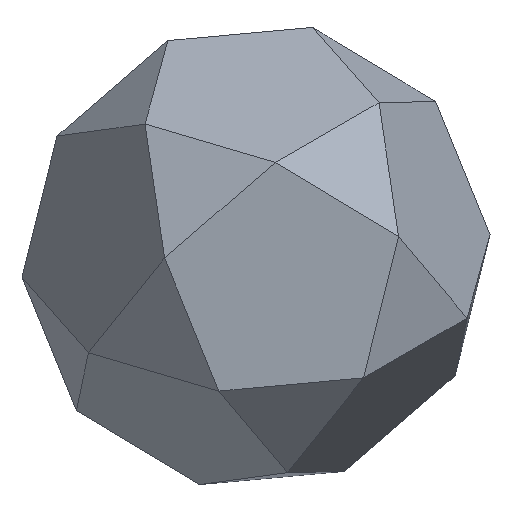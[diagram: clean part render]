
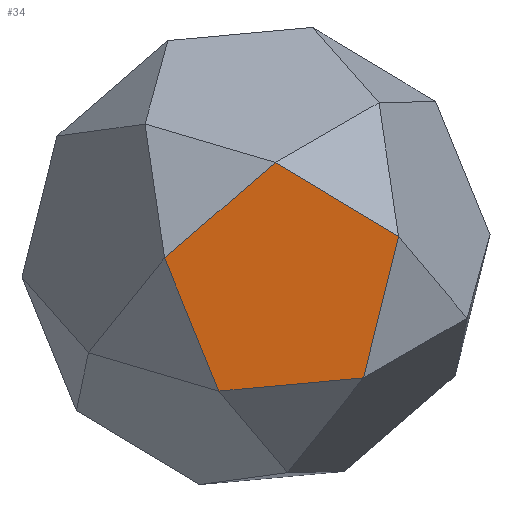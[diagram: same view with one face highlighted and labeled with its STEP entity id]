
A CAD part, isometric view. The second image highlights one B-rep face of the part: STEP entity #34.
In plain terms, the highlighted planar face has unit normal (-0.526, -0.724, 0.447).
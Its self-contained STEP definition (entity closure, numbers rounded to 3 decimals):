
#34=ADVANCED_FACE('',(#66),#400,.T.);
#66=FACE_OUTER_BOUND('',#98,.T.);
#98=EDGE_LOOP('',(#150,#151,#152,#153,#154));
#150=ORIENTED_EDGE('',*,*,#244,.F.);
#151=ORIENTED_EDGE('',*,*,#260,.F.);
#152=ORIENTED_EDGE('',*,*,#270,.T.);
#153=ORIENTED_EDGE('',*,*,#247,.F.);
#154=ORIENTED_EDGE('',*,*,#240,.F.);
#240=EDGE_CURVE('',#360,#362,#300,.T.);
#244=EDGE_CURVE('',#363,#360,#304,.T.);
#247=EDGE_CURVE('',#362,#365,#307,.T.);
#260=EDGE_CURVE('',#374,#363,#320,.T.);
#270=EDGE_CURVE('',#374,#365,#330,.T.);
#300=B_SPLINE_CURVE_WITH_KNOTS('',1,(#574,#575),.UNSPECIFIED.,.F.,.F.,(2,
2),(0.,1.),.UNSPECIFIED.);
#304=B_SPLINE_CURVE_WITH_KNOTS('',1,(#582,#583),.UNSPECIFIED.,.F.,.F.,(2,
2),(2.,3.),.UNSPECIFIED.);
#307=B_SPLINE_CURVE_WITH_KNOTS('',1,(#588,#589),.UNSPECIFIED.,.F.,.F.,(2,
2),(2.,3.),.UNSPECIFIED.);
#320=B_SPLINE_CURVE_WITH_KNOTS('',1,(#614,#615),.UNSPECIFIED.,.F.,.F.,(2,
2),(1.,2.),.UNSPECIFIED.);
#330=B_SPLINE_CURVE_WITH_KNOTS('',1,(#634,#635),.UNSPECIFIED.,.F.,.F.,(2,
2),(2.,3.),.UNSPECIFIED.);
#360=VERTEX_POINT('',#544);
#362=VERTEX_POINT('',#546);
#363=VERTEX_POINT('',#547);
#365=VERTEX_POINT('',#549);
#374=VERTEX_POINT('',#558);
#400=PLANE('',#452);
#452=AXIS2_PLACEMENT_3D('',#522,#487,$);
#487=DIRECTION('',(-0.526,-0.724,0.447));
#522=CARTESIAN_POINT('',(-32.36,-5.495,38.662));
#544=CARTESIAN_POINT('',(-13.906,-19.14,38.279));
#546=CARTESIAN_POINT('',(0.,-38.279,23.658));
#547=CARTESIAN_POINT('',(-36.406,-11.829,23.658));
#549=CARTESIAN_POINT('',(-13.906,-42.798,0.));
#558=CARTESIAN_POINT('',(-36.406,-26.45,0.));
#574=CARTESIAN_POINT('',(-13.906,-19.14,38.279));
#575=CARTESIAN_POINT('',(0.,-38.279,23.658));
#582=CARTESIAN_POINT('',(-36.406,-11.829,23.658));
#583=CARTESIAN_POINT('',(-13.906,-19.14,38.279));
#588=CARTESIAN_POINT('',(0.,-38.279,23.658));
#589=CARTESIAN_POINT('',(-13.906,-42.798,0.));
#614=CARTESIAN_POINT('',(-36.406,-26.45,0.));
#615=CARTESIAN_POINT('',(-36.406,-11.829,23.658));
#634=CARTESIAN_POINT('',(-36.406,-26.45,0.));
#635=CARTESIAN_POINT('',(-13.906,-42.798,0.));
